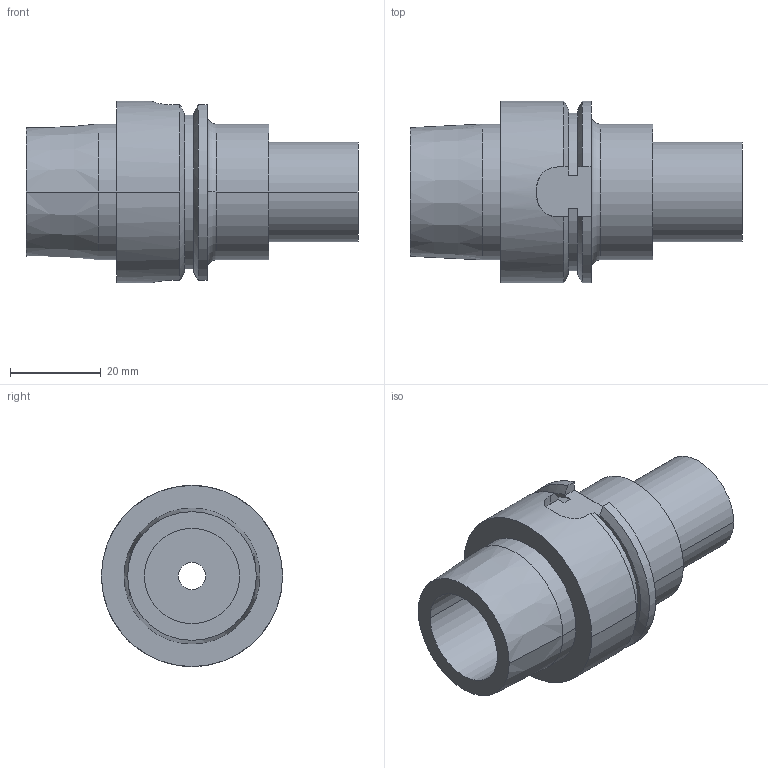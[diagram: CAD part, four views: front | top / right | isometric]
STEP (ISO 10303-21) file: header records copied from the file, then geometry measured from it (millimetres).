
FILE_DESCRIPTION((''),'2;1');
FILE_NAME('84722401','2020-01-27T08:32:37',('Thiemer'),(''),'CREO PARAMETRIC BY PTC INC, 2018400','CREO PARAMETRIC BY PTC INC, 2018400','');
FILE_SCHEMA(('AUTOMOTIVE_DESIGN { 1 0 10303 214 1 1 1 1 }'));
Length unit declared in the file: millimetre
Products named in the file (1): 84722401
Bounding box: 73.3 x 40 x 40 mm (x, y, z)
Volume: 42568.9 mm3; surface area: 12611.1 mm2
Topology: 1 solids, 1 shells, 67 faces, 172 edges, 112 vertices
Faces by surface type: plane 29, cylinder 26, cone 10, torus 2
Entity records: 3136 total; most frequent: CARTESIAN_POINT 476, DIRECTION 398, ORIENTED_EDGE 344, PRESENTATION_STYLE_ASSIGNMENT 195, STYLED_ITEM 195, CURVE_STYLE 194, EDGE_CURVE 172, AXIS2_PLACEMENT_3D 154
